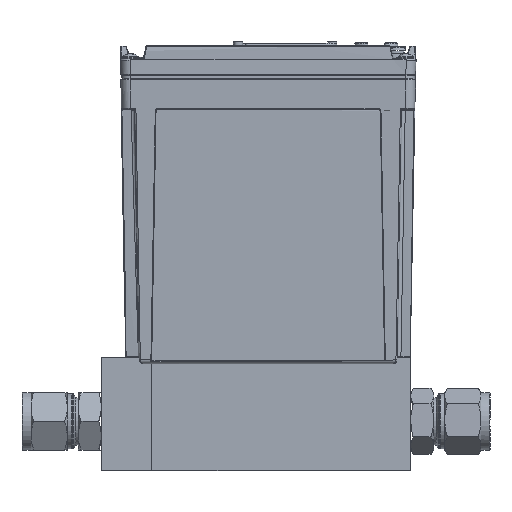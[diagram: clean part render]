
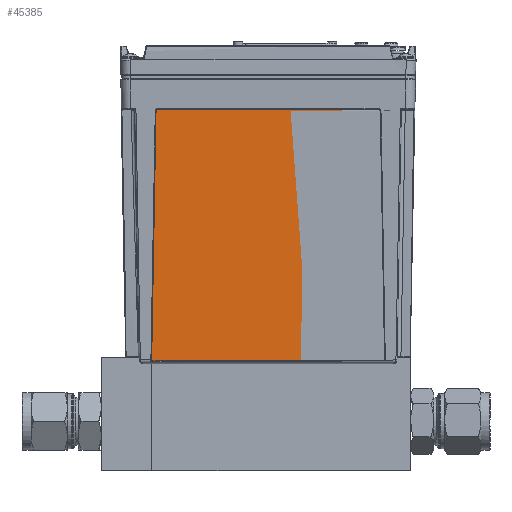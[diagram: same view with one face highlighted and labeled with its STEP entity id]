
A CAD part, top view. The second image highlights one B-rep face of the part: STEP entity #45385.
In plain terms, the highlighted planar face has unit normal (0, -0.018, 1).
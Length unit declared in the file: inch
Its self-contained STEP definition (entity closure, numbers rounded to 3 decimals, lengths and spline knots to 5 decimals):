
#2145 = FACE_OUTER_BOUND ( 'NONE', #49617, .T. ) ;
#2181 = PLANE ( 'NONE',  #63240 ) ;
#2183 = CARTESIAN_POINT ( 'NONE',  ( -0.9865, 4.63895, 1.02987 ) ) ;
#2185 = DIRECTION ( 'NONE',  ( 0., -0.017, 1. ) ) ;
#2187 = DIRECTION ( 'NONE',  ( 0., -1., -0.017 ) ) ;
#6733 = EDGE_CURVE ( 'NONE', #35192, #35196, #39920, .T. ) ;
#6772 = EDGE_CURVE ( 'NONE', #35171, #35182, #61146, .T. ) ;
#6776 = EDGE_CURVE ( 'NONE', #35198, #35164, #39112, .T. ) ;
#6805 = EDGE_CURVE ( 'NONE', #35165, #35171, #39119, .T. ) ;
#8551 = VECTOR ( 'NONE', #10394, 39.37008 ) ;
#10318 = LINE ( 'NONE', #10319, #34836 ) ;
#10319 = CARTESIAN_POINT ( 'NONE',  ( 0.79014, 0.82988, 0.96339 ) ) ;
#10320 = DIRECTION ( 'NONE',  ( -0.017, 1., 0.017 ) ) ;
#10365 = LINE ( 'NONE', #10367, #37595 ) ;
#10367 = CARTESIAN_POINT ( 'NONE',  ( -0.9865, 4.63895, 1.02987 ) ) ;
#10368 = DIRECTION ( 'NONE',  ( -1., 0., 0. ) ) ;
#10392 = LINE ( 'NONE', #10393, #8551 ) ;
#10393 = CARTESIAN_POINT ( 'NONE',  ( -0.9865, 0.80953, 0.96303 ) ) ;
#10394 = DIRECTION ( 'NONE',  ( 1., 0., 0. ) ) ;
#10641 = CARTESIAN_POINT ( 'NONE',  ( -2.76314, 0.82988, 0.96339 ) ) ;
#10643 = CARTESIAN_POINT ( 'NONE',  ( -2.76314, 0.82707, 0.96334 ) ) ;
#10645 = CARTESIAN_POINT ( 'NONE',  ( -2.76243, 0.82317, 0.96327 ) ) ;
#10647 = CARTESIAN_POINT ( 'NONE',  ( -2.76034, 0.81916, 0.9632 ) ) ;
#10649 = CARTESIAN_POINT ( 'NONE',  ( -2.75917, 0.81756, 0.96317 ) ) ;
#10651 = CARTESIAN_POINT ( 'NONE',  ( -2.75834, 0.81652, 0.96315 ) ) ;
#10653 = CARTESIAN_POINT ( 'NONE',  ( -2.75786, 0.81597, 0.96314 ) ) ;
#10655 = CARTESIAN_POINT ( 'NONE',  ( -2.75652, 0.81459, 0.96312 ) ) ;
#10657 = CARTESIAN_POINT ( 'NONE',  ( -2.75504, 0.81335, 0.9631 ) ) ;
#10659 = CARTESIAN_POINT ( 'NONE',  ( -2.75333, 0.81231, 0.96308 ) ) ;
#10661 = CARTESIAN_POINT ( 'NONE',  ( -2.75214, 0.81166, 0.96307 ) ) ;
#10663 = CARTESIAN_POINT ( 'NONE',  ( -2.75146, 0.81134, 0.96306 ) ) ;
#10665 = CARTESIAN_POINT ( 'NONE',  ( -2.74858, 0.8101, 0.96304 ) ) ;
#10667 = CARTESIAN_POINT ( 'NONE',  ( -2.746, 0.80958, 0.96303 ) ) ;
#10669 = CARTESIAN_POINT ( 'NONE',  ( -2.74315, 0.80953, 0.96303 ) ) ;
#15878 = VECTOR ( 'NONE', #61144, 39.37008 ) ;
#34836 = VECTOR ( 'NONE', #10320, 39.37008 ) ;
#35164 = VERTEX_POINT ( 'NONE', #35595 ) ;
#35165 = VERTEX_POINT ( 'NONE', #35597 ) ;
#35171 = VERTEX_POINT ( 'NONE', #35603 ) ;
#35182 = VERTEX_POINT ( 'NONE', #35616 ) ;
#35185 = VERTEX_POINT ( 'NONE', #35621 ) ;
#35192 = VERTEX_POINT ( 'NONE', #35632 ) ;
#35196 = VERTEX_POINT ( 'NONE', #35639 ) ;
#35198 = VERTEX_POINT ( 'NONE', #35641 ) ;
#35595 = CARTESIAN_POINT ( 'NONE',  ( 0.70385, 4.63895, 1.02987 ) ) ;
#35597 = CARTESIAN_POINT ( 'NONE',  ( -2.67685, 4.63895, 1.02987 ) ) ;
#35603 = CARTESIAN_POINT ( 'NONE',  ( -2.69684, 4.6193, 1.02953 ) ) ;
#35616 = CARTESIAN_POINT ( 'NONE',  ( -2.76314, 0.82988, 0.96339 ) ) ;
#35621 = CARTESIAN_POINT ( 'NONE',  ( -2.74315, 0.80953, 0.96303 ) ) ;
#35632 = CARTESIAN_POINT ( 'NONE',  ( 0.77015, 0.80953, 0.96303 ) ) ;
#35639 = CARTESIAN_POINT ( 'NONE',  ( 0.79014, 0.82988, 0.96339 ) ) ;
#35641 = CARTESIAN_POINT ( 'NONE',  ( 0.72384, 4.6193, 1.02953 ) ) ;
#37595 = VECTOR ( 'NONE', #10368, 39.37008 ) ;
#39112 = B_SPLINE_CURVE_WITH_KNOTS ( 'NONE', 3,
 ( #61128, #61127, #61126, #61125, #61124, #61123, #61122, #61121, #61120, #61119, #61118, #61117, #61116, #61115 ),
 .UNSPECIFIED., .F., .F.,
 ( 4, 2, 2, 1, 1, 2, 2, 4 ),
 ( 0., 0.25, 0.5, 0.625, 0.6875, 0.71875, 0.75, 1. ),
 .UNSPECIFIED. ) ;
#39119 = B_SPLINE_CURVE_WITH_KNOTS ( 'NONE', 3,
 ( #61303, #61302, #61301, #61300, #61299, #61298, #61297, #61296, #61295, #61294, #61293, #61292, #61291, #61290 ),
 .UNSPECIFIED., .F., .F.,
 ( 4, 2, 2, 1, 1, 2, 2, 4 ),
 ( 0., 0.25, 0.5, 0.625, 0.6875, 0.71875, 0.75, 1. ),
 .UNSPECIFIED. ) ;
#39920 = CIRCLE ( 'NONE', #39926, 0.02 ) ;
#39926 = AXIS2_PLACEMENT_3D ( 'NONE', #61063, #61062, #61061 ) ;
#45385 = ADVANCED_FACE ( 'NONE', ( #2145 ), #2181, .T. ) ;
#49617 = EDGE_LOOP ( 'NONE', ( #57858, #57857, #57779, #57868, #57917, #57800, #57818, #57817 ) ) ;
#53740 = EDGE_CURVE ( 'NONE', #35196, #35198, #10318, .T. ) ;
#53809 = EDGE_CURVE ( 'NONE', #35164, #35165, #10365, .T. ) ;
#53840 = EDGE_CURVE ( 'NONE', #35185, #35192, #10392, .T. ) ;
#54083 = EDGE_CURVE ( 'NONE', #35182, #35185, #60060, .T. ) ;
#57779 = ORIENTED_EDGE ( 'NONE', *, *, #6772, .T. ) ;
#57800 = ORIENTED_EDGE ( 'NONE', *, *, #6733, .T. ) ;
#57817 = ORIENTED_EDGE ( 'NONE', *, *, #6776, .T. ) ;
#57818 = ORIENTED_EDGE ( 'NONE', *, *, #53740, .T. ) ;
#57857 = ORIENTED_EDGE ( 'NONE', *, *, #6805, .T. ) ;
#57858 = ORIENTED_EDGE ( 'NONE', *, *, #53809, .T. ) ;
#57868 = ORIENTED_EDGE ( 'NONE', *, *, #54083, .T. ) ;
#57917 = ORIENTED_EDGE ( 'NONE', *, *, #53840, .T. ) ;
#60060 = B_SPLINE_CURVE_WITH_KNOTS ( 'NONE', 3,
 ( #10641, #10643, #10645, #10647, #10649, #10651, #10653, #10655, #10657, #10659, #10661, #10663, #10665, #10667, #10669 ),
 .UNSPECIFIED., .F., .F.,
 ( 4, 1, 1, 2, 2, 1, 2, 2, 4 ),
 ( 0., 0.25, 0.375, 0.4375, 0.5, 0.625, 0.6875, 0.75, 1. ),
 .UNSPECIFIED. ) ;
#61061 = DIRECTION ( 'NONE',  ( 0., 1., 0.017 ) ) ;
#61062 = DIRECTION ( 'NONE',  ( 0., -0.017, 1. ) ) ;
#61063 = CARTESIAN_POINT ( 'NONE',  ( 0.77015, 0.82953, 0.96338 ) ) ;
#61115 = CARTESIAN_POINT ( 'NONE',  ( 0.70385, 4.63895, 1.02987 ) ) ;
#61116 = CARTESIAN_POINT ( 'NONE',  ( 0.70653, 4.63891, 1.02987 ) ) ;
#61117 = CARTESIAN_POINT ( 'NONE',  ( 0.70896, 4.63845, 1.02987 ) ) ;
#61118 = CARTESIAN_POINT ( 'NONE',  ( 0.71141, 4.63746, 1.02985 ) ) ;
#61119 = CARTESIAN_POINT ( 'NONE',  ( 0.71179, 4.6373, 1.02985 ) ) ;
#61120 = CARTESIAN_POINT ( 'NONE',  ( 0.71243, 4.63701, 1.02984 ) ) ;
#61121 = CARTESIAN_POINT ( 'NONE',  ( 0.71336, 4.63656, 1.02983 ) ) ;
#61122 = CARTESIAN_POINT ( 'NONE',  ( 0.71541, 4.63537, 1.02981 ) ) ;
#61123 = CARTESIAN_POINT ( 'NONE',  ( 0.71694, 4.63414, 1.02979 ) ) ;
#61124 = CARTESIAN_POINT ( 'NONE',  ( 0.71971, 4.63137, 1.02974 ) ) ;
#61125 = CARTESIAN_POINT ( 'NONE',  ( 0.72121, 4.6292, 1.0297 ) ) ;
#61126 = CARTESIAN_POINT ( 'NONE',  ( 0.72321, 4.62456, 1.02962 ) ) ;
#61127 = CARTESIAN_POINT ( 'NONE',  ( 0.72375, 4.62204, 1.02958 ) ) ;
#61128 = CARTESIAN_POINT ( 'NONE',  ( 0.72384, 4.6193, 1.02953 ) ) ;
#61144 = DIRECTION ( 'NONE',  ( -0.017, -1., -0.017 ) ) ;
#61145 = CARTESIAN_POINT ( 'NONE',  ( -2.69684, 4.6193, 1.02953 ) ) ;
#61146 = LINE ( 'NONE', #61145, #15878 ) ;
#61290 = CARTESIAN_POINT ( 'NONE',  ( -2.69684, 4.6193, 1.02953 ) ) ;
#61291 = CARTESIAN_POINT ( 'NONE',  ( -2.69675, 4.62198, 1.02958 ) ) ;
#61292 = CARTESIAN_POINT ( 'NONE',  ( -2.69625, 4.62441, 1.02962 ) ) ;
#61293 = CARTESIAN_POINT ( 'NONE',  ( -2.69523, 4.62684, 1.02966 ) ) ;
#61294 = CARTESIAN_POINT ( 'NONE',  ( -2.69506, 4.62722, 1.02967 ) ) ;
#61295 = CARTESIAN_POINT ( 'NONE',  ( -2.69476, 4.62785, 1.02968 ) ) ;
#61296 = CARTESIAN_POINT ( 'NONE',  ( -2.69429, 4.62877, 1.0297 ) ) ;
#61297 = CARTESIAN_POINT ( 'NONE',  ( -2.69306, 4.6308, 1.02973 ) ) ;
#61298 = CARTESIAN_POINT ( 'NONE',  ( -2.6918, 4.63231, 1.02976 ) ) ;
#61299 = CARTESIAN_POINT ( 'NONE',  ( -2.68899, 4.63502, 1.02981 ) ) ;
#61300 = CARTESIAN_POINT ( 'NONE',  ( -2.68679, 4.63649, 1.02983 ) ) ;
#61301 = CARTESIAN_POINT ( 'NONE',  ( -2.68212, 4.63841, 1.02987 ) ) ;
#61302 = CARTESIAN_POINT ( 'NONE',  ( -2.67958, 4.63891, 1.02987 ) ) ;
#61303 = CARTESIAN_POINT ( 'NONE',  ( -2.67685, 4.63895, 1.02987 ) ) ;
#63240 = AXIS2_PLACEMENT_3D ( 'NONE', #2183, #2185, #2187 ) ;
